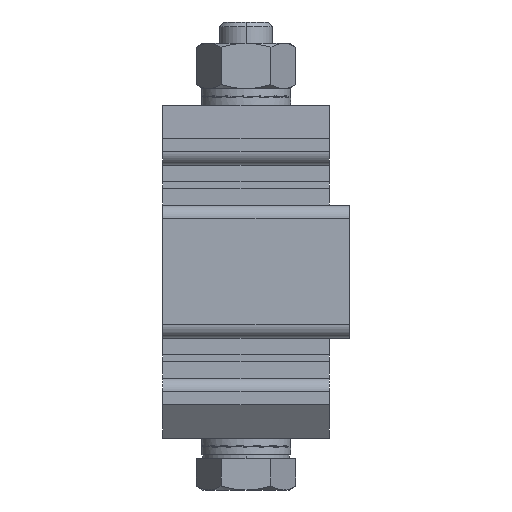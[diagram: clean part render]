
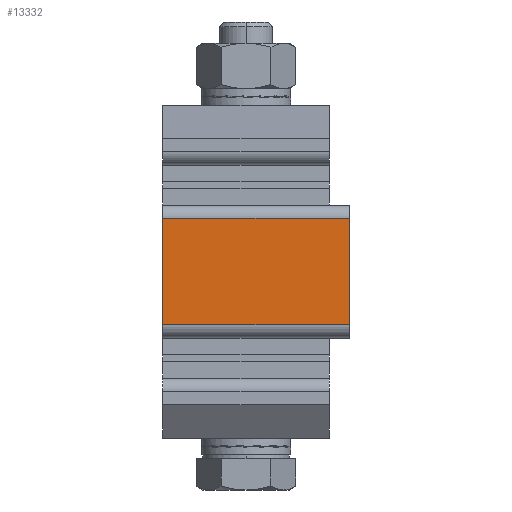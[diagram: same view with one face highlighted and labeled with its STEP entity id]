
A CAD part, left-side view. The second image highlights one B-rep face of the part: STEP entity #13332.
In plain terms, the highlighted planar face has unit normal (-1, 0, 0).
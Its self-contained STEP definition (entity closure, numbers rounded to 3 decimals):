
#958 = CARTESIAN_POINT ( 'NONE',  ( -110., -15.5, 4.5 ) ) ;
#1645 = DIRECTION ( 'NONE',  ( 0., 0., -1. ) ) ;
#1825 = DIRECTION ( 'NONE',  ( 0., 0., 1. ) ) ;
#2778 = LINE ( 'NONE', #15268, #19886 ) ;
#2906 = VERTEX_POINT ( 'NONE', #15551 ) ;
#3080 = VECTOR ( 'NONE', #6280, 1000. ) ;
#3324 = EDGE_CURVE ( 'NONE', #2906, #10991, #7718, .T. ) ;
#3718 = EDGE_LOOP ( 'NONE', ( #20941, #16334, #7614, #8111 ) ) ;
#3861 = EDGE_CURVE ( 'NONE', #10991, #12222, #2778, .T. ) ;
#4919 = CARTESIAN_POINT ( 'NONE',  ( -110., 12.5, 2.5 ) ) ;
#6245 = LINE ( 'NONE', #10743, #15197 ) ;
#6280 = DIRECTION ( 'NONE',  ( 0., -1., 0. ) ) ;
#6617 = DIRECTION ( 'NONE',  ( 0., 0., 1. ) ) ;
#6752 = DIRECTION ( 'NONE',  ( 1., 0., 0. ) ) ;
#6892 = CARTESIAN_POINT ( 'NONE',  ( -110., 12.5, 20.5 ) ) ;
#7614 = ORIENTED_EDGE ( 'NONE', *, *, #8502, .F. ) ;
#7718 = LINE ( 'NONE', #958, #3080 ) ;
#8111 = ORIENTED_EDGE ( 'NONE', *, *, #3324, .T. ) ;
#8502 = EDGE_CURVE ( 'NONE', #2906, #19565, #6245, .T. ) ;
#8516 = CARTESIAN_POINT ( 'NONE',  ( -110., -15.5, 20.5 ) ) ;
#10743 = CARTESIAN_POINT ( 'NONE',  ( -110., 12.5, 2.5 ) ) ;
#10991 = VERTEX_POINT ( 'NONE', #12793 ) ;
#12222 = VERTEX_POINT ( 'NONE', #8516 ) ;
#12793 = CARTESIAN_POINT ( 'NONE',  ( -110., -15.5, 4.5 ) ) ;
#13332 = ADVANCED_FACE ( 'NONE', ( #14797 ), #13869, .F. ) ;
#13346 = EDGE_CURVE ( 'NONE', #12222, #19565, #20497, .T. ) ;
#13869 = PLANE ( 'NONE',  #19814 ) ;
#14797 = FACE_OUTER_BOUND ( 'NONE', #3718, .T. ) ;
#15197 = VECTOR ( 'NONE', #1825, 1000. ) ;
#15268 = CARTESIAN_POINT ( 'NONE',  ( -110., -15.5, 2.5 ) ) ;
#15551 = CARTESIAN_POINT ( 'NONE',  ( -110., 12.5, 4.5 ) ) ;
#16334 = ORIENTED_EDGE ( 'NONE', *, *, #13346, .T. ) ;
#17054 = DIRECTION ( 'NONE',  ( 0., 1., 0. ) ) ;
#17517 = VECTOR ( 'NONE', #17054, 1000. ) ;
#17952 = CARTESIAN_POINT ( 'NONE',  ( -110., 12.5, 20.5 ) ) ;
#19565 = VERTEX_POINT ( 'NONE', #17952 ) ;
#19814 = AXIS2_PLACEMENT_3D ( 'NONE', #4919, #6752, #1645 ) ;
#19886 = VECTOR ( 'NONE', #6617, 1000. ) ;
#20497 = LINE ( 'NONE', #6892, #17517 ) ;
#20941 = ORIENTED_EDGE ( 'NONE', *, *, #3861, .T. ) ;
